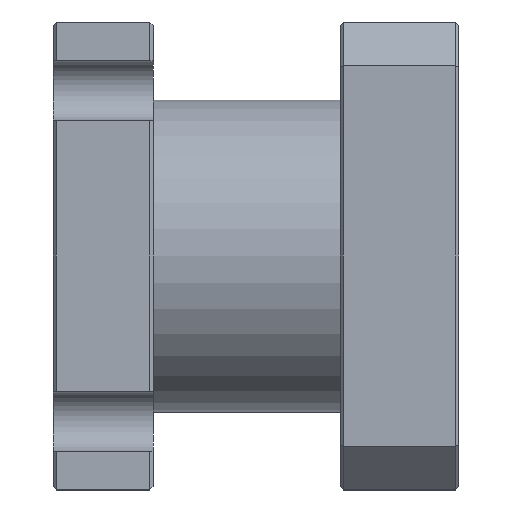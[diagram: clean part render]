
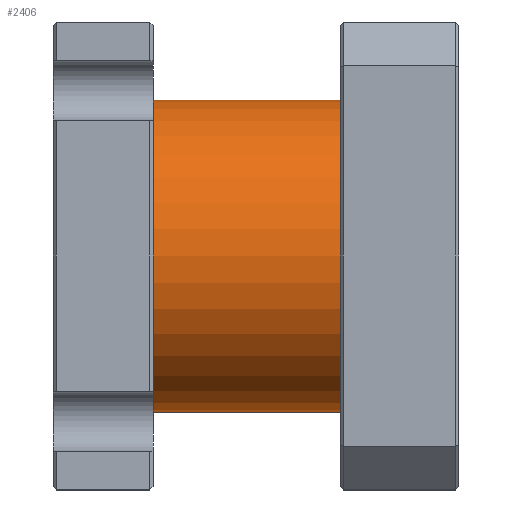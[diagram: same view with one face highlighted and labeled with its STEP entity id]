
A CAD part, left-side view. The second image highlights one B-rep face of the part: STEP entity #2406.
In plain terms, the highlighted cylindrical face has radius 6.35 mm (diameter 12.7 mm), a partial arc.
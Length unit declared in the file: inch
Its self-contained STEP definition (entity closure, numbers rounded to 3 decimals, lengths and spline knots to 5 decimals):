
#47 = LINE ( 'NONE', #116, #2288 ) ;
#56 = CARTESIAN_POINT ( 'NONE',  ( 0., 0.49, 0.25 ) ) ;
#62 = VERTEX_POINT ( 'NONE', #2000 ) ;
#116 = CARTESIAN_POINT ( 'NONE',  ( 0., 0.49, 0.25 ) ) ;
#159 = DIRECTION ( 'NONE',  ( 0., -1., 0. ) ) ;
#341 = DIRECTION ( 'NONE',  ( 0., -1., 0. ) ) ;
#416 = EDGE_CURVE ( 'NONE', #812, #2790, #1770, .T. ) ;
#418 = CARTESIAN_POINT ( 'NONE',  ( 0., 0.19, 0. ) ) ;
#438 = DIRECTION ( 'NONE',  ( 0., -1., 0. ) ) ;
#442 = EDGE_CURVE ( 'NONE', #2790, #62, #1647, .T. ) ;
#484 = VERTEX_POINT ( 'NONE', #56 ) ;
#593 = AXIS2_PLACEMENT_3D ( 'NONE', #1919, #159, #2143 ) ;
#637 = AXIS2_PLACEMENT_3D ( 'NONE', #1861, #1696, #2766 ) ;
#772 = ORIENTED_EDGE ( 'NONE', *, *, #1852, .F. ) ;
#812 = VERTEX_POINT ( 'NONE', #1955 ) ;
#857 = VECTOR ( 'NONE', #438, 39.37008 ) ;
#890 = DIRECTION ( 'NONE',  ( 0., 0., 1. ) ) ;
#1237 = CIRCLE ( 'NONE', #637, 0.25 ) ;
#1346 = ORIENTED_EDGE ( 'NONE', *, *, #416, .T. ) ;
#1364 = ORIENTED_EDGE ( 'NONE', *, *, #442, .T. ) ;
#1383 = ORIENTED_EDGE ( 'NONE', *, *, #2211, .F. ) ;
#1619 = CYLINDRICAL_SURFACE ( 'NONE', #593, 0.25 ) ;
#1647 = CIRCLE ( 'NONE', #2326, 0.25 ) ;
#1696 = DIRECTION ( 'NONE',  ( 0., 1., 0. ) ) ;
#1770 = LINE ( 'NONE', #1789, #857 ) ;
#1789 = CARTESIAN_POINT ( 'NONE',  ( 0., 0.49, -0.25 ) ) ;
#1852 = EDGE_CURVE ( 'NONE', #484, #62, #47, .T. ) ;
#1861 = CARTESIAN_POINT ( 'NONE',  ( 0., 0.49, 0. ) ) ;
#1919 = CARTESIAN_POINT ( 'NONE',  ( 0., 0.49, 0. ) ) ;
#1955 = CARTESIAN_POINT ( 'NONE',  ( 0., 0.49, -0.25 ) ) ;
#2000 = CARTESIAN_POINT ( 'NONE',  ( 0., 0.19, 0.25 ) ) ;
#2106 = CARTESIAN_POINT ( 'NONE',  ( 0., 0.19, -0.25 ) ) ;
#2143 = DIRECTION ( 'NONE',  ( 0., 0., -1. ) ) ;
#2211 = EDGE_CURVE ( 'NONE', #812, #484, #1237, .T. ) ;
#2247 = EDGE_LOOP ( 'NONE', ( #772, #1383, #1346, #1364 ) ) ;
#2288 = VECTOR ( 'NONE', #341, 39.37008 ) ;
#2326 = AXIS2_PLACEMENT_3D ( 'NONE', #418, #2427, #890 ) ;
#2406 = ADVANCED_FACE ( 'NONE', ( #2728 ), #1619, .T. ) ;
#2427 = DIRECTION ( 'NONE',  ( 0., 1., 0. ) ) ;
#2728 = FACE_OUTER_BOUND ( 'NONE', #2247, .T. ) ;
#2766 = DIRECTION ( 'NONE',  ( 0., 0., 1. ) ) ;
#2790 = VERTEX_POINT ( 'NONE', #2106 ) ;
